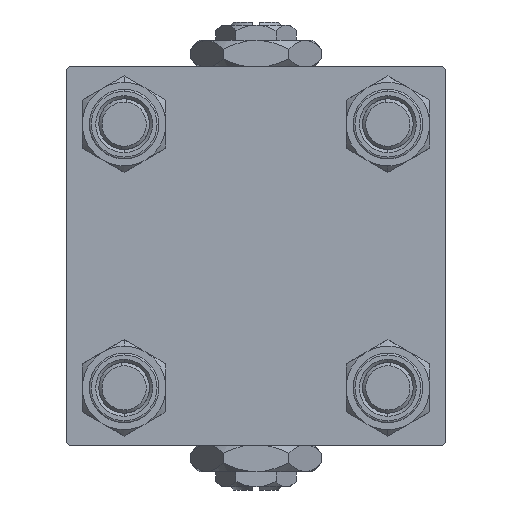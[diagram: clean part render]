
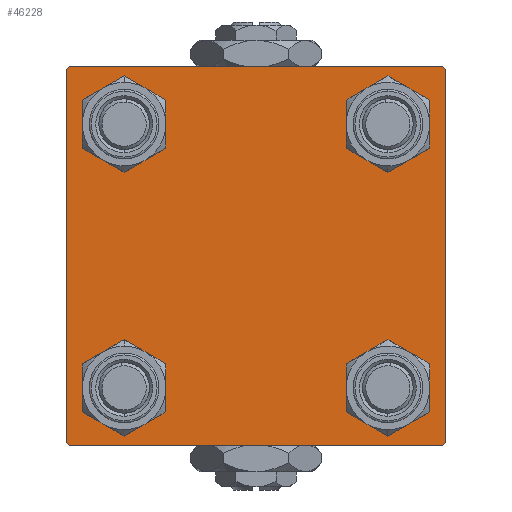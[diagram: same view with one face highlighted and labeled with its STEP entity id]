
A CAD part, left-side view. The second image highlights one B-rep face of the part: STEP entity #46228.
In plain terms, the highlighted planar face has unit normal (-1, 0, 0).
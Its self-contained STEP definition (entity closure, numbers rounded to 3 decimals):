
#395 = VERTEX_POINT ( 'NONE', #26498 ) ;
#448 = DIRECTION ( 'NONE',  ( 0., 0., -1. ) ) ;
#960 = LINE ( 'NONE', #16633, #13147 ) ;
#1233 = CARTESIAN_POINT ( 'NONE',  ( 0., -20.85, 25.35 ) ) ;
#1287 = AXIS2_PLACEMENT_3D ( 'NONE', #29875, #41566, #9166 ) ;
#1445 = PLANE ( 'NONE',  #49420 ) ;
#1628 = AXIS2_PLACEMENT_3D ( 'NONE', #48790, #40301, #32849 ) ;
#1703 = CARTESIAN_POINT ( 'NONE',  ( 0., 0., 0. ) ) ;
#2192 = EDGE_CURVE ( 'NONE', #25386, #16439, #21511, .T. ) ;
#3288 = CARTESIAN_POINT ( 'NONE',  ( 0., -20.85, -20.85 ) ) ;
#3804 = CARTESIAN_POINT ( 'NONE',  ( 0., 30., 29.5 ) ) ;
#3828 = ORIENTED_EDGE ( 'NONE', *, *, #11909, .T. ) ;
#3915 = VERTEX_POINT ( 'NONE', #13353 ) ;
#4345 = DIRECTION ( 'NONE',  ( 1., 0., 0. ) ) ;
#4514 = AXIS2_PLACEMENT_3D ( 'NONE', #7717, #23649, #8241 ) ;
#4853 = CARTESIAN_POINT ( 'NONE',  ( 0., 29.75, 29.75 ) ) ;
#5112 = DIRECTION ( 'NONE',  ( 0., -0.707, -0.707 ) ) ;
#5350 = DIRECTION ( 'NONE',  ( 0., -1., 0. ) ) ;
#5698 = DIRECTION ( 'NONE',  ( 0., 0., 1. ) ) ;
#6213 = VERTEX_POINT ( 'NONE', #26075 ) ;
#6332 = AXIS2_PLACEMENT_3D ( 'NONE', #27404, #40656, #19950 ) ;
#6902 = VERTEX_POINT ( 'NONE', #25687 ) ;
#7275 = CARTESIAN_POINT ( 'NONE',  ( 0., 30., -30. ) ) ;
#7359 = EDGE_CURVE ( 'NONE', #6902, #395, #26217, .T. ) ;
#7704 = DIRECTION ( 'NONE',  ( 1., 0., 0. ) ) ;
#7717 = CARTESIAN_POINT ( 'NONE',  ( 0., 20.85, 20.85 ) ) ;
#8038 = CIRCLE ( 'NONE', #6332, 4.5 ) ;
#8053 = LINE ( 'NONE', #8830, #45764 ) ;
#8241 = DIRECTION ( 'NONE',  ( 0., 0., 1. ) ) ;
#8448 = EDGE_CURVE ( 'NONE', #6213, #14280, #8053, .T. ) ;
#8830 = CARTESIAN_POINT ( 'NONE',  ( 0., 29.75, -29.75 ) ) ;
#9166 = DIRECTION ( 'NONE',  ( 0., 0., 1. ) ) ;
#9411 = FACE_BOUND ( 'NONE', #26316, .T. ) ;
#9593 = LINE ( 'NONE', #21014, #23802 ) ;
#10316 = ORIENTED_EDGE ( 'NONE', *, *, #7359, .T. ) ;
#10336 = CARTESIAN_POINT ( 'NONE',  ( 0., -29.75, -29.75 ) ) ;
#10756 = DIRECTION ( 'NONE',  ( 0., 0., 1. ) ) ;
#10773 = CARTESIAN_POINT ( 'NONE',  ( 0., 20.85, -16.35 ) ) ;
#11068 = CARTESIAN_POINT ( 'NONE',  ( 0., -20.85, 16.35 ) ) ;
#11073 = VERTEX_POINT ( 'NONE', #1233 ) ;
#11188 = EDGE_CURVE ( 'NONE', #28598, #44652, #32293, .T. ) ;
#11204 = CARTESIAN_POINT ( 'NONE',  ( 0., -30., 29.5 ) ) ;
#11768 = ORIENTED_EDGE ( 'NONE', *, *, #51365, .T. ) ;
#11909 = EDGE_CURVE ( 'NONE', #44652, #28598, #27985, .T. ) ;
#12308 = CARTESIAN_POINT ( 'NONE',  ( 0., 20.85, -25.35 ) ) ;
#13147 = VECTOR ( 'NONE', #448, 1000. ) ;
#13353 = CARTESIAN_POINT ( 'NONE',  ( 0., 29.5, 30. ) ) ;
#13652 = DIRECTION ( 'NONE',  ( -1., 0., 0. ) ) ;
#13816 = ORIENTED_EDGE ( 'NONE', *, *, #25648, .T. ) ;
#14280 = VERTEX_POINT ( 'NONE', #43302 ) ;
#15512 = DIRECTION ( 'NONE',  ( 0., 0., 1. ) ) ;
#16075 = AXIS2_PLACEMENT_3D ( 'NONE', #18722, #21937, #10756 ) ;
#16439 = VERTEX_POINT ( 'NONE', #20719 ) ;
#16633 = CARTESIAN_POINT ( 'NONE',  ( 0., 30., 30. ) ) ;
#17352 = VECTOR ( 'NONE', #35886, 1000. ) ;
#17835 = EDGE_CURVE ( 'NONE', #50605, #16439, #21721, .T. ) ;
#18320 = EDGE_CURVE ( 'NONE', #395, #6902, #24830, .T. ) ;
#18722 = CARTESIAN_POINT ( 'NONE',  ( 0., 20.85, -20.85 ) ) ;
#19168 = EDGE_CURVE ( 'NONE', #31706, #42522, #39267, .T. ) ;
#19387 = DIRECTION ( 'NONE',  ( 0., 0., 1. ) ) ;
#19780 = ORIENTED_EDGE ( 'NONE', *, *, #48597, .T. ) ;
#19950 = DIRECTION ( 'NONE',  ( 0., 0., 1. ) ) ;
#20264 = LINE ( 'NONE', #4853, #29175 ) ;
#20278 = CIRCLE ( 'NONE', #1628, 4.5 ) ;
#20719 = CARTESIAN_POINT ( 'NONE',  ( 0., -30., -29.5 ) ) ;
#21014 = CARTESIAN_POINT ( 'NONE',  ( 0., 30., 30. ) ) ;
#21511 = LINE ( 'NONE', #10336, #47971 ) ;
#21721 = LINE ( 'NONE', #29155, #34128 ) ;
#21937 = DIRECTION ( 'NONE',  ( 1., 0., 0. ) ) ;
#23429 = EDGE_LOOP ( 'NONE', ( #52341, #10316 ) ) ;
#23649 = DIRECTION ( 'NONE',  ( 1., 0., 0. ) ) ;
#23802 = VECTOR ( 'NONE', #5350, 1000. ) ;
#23957 = EDGE_CURVE ( 'NONE', #50605, #29520, #32420, .T. ) ;
#24006 = ORIENTED_EDGE ( 'NONE', *, *, #36854, .T. ) ;
#24017 = EDGE_CURVE ( 'NONE', #50154, #11073, #8038, .T. ) ;
#24830 = CIRCLE ( 'NONE', #40068, 4.5 ) ;
#25386 = VERTEX_POINT ( 'NONE', #27018 ) ;
#25566 = ORIENTED_EDGE ( 'NONE', *, *, #11188, .T. ) ;
#25611 = FACE_BOUND ( 'NONE', #32620, .T. ) ;
#25648 = EDGE_CURVE ( 'NONE', #27742, #6213, #960, .T. ) ;
#25687 = CARTESIAN_POINT ( 'NONE',  ( 0., -20.85, -25.35 ) ) ;
#26075 = CARTESIAN_POINT ( 'NONE',  ( 0., 30., -29.5 ) ) ;
#26217 = CIRCLE ( 'NONE', #51640, 4.5 ) ;
#26316 = EDGE_LOOP ( 'NONE', ( #11768, #32851 ) ) ;
#26498 = CARTESIAN_POINT ( 'NONE',  ( 0., -20.85, -16.35 ) ) ;
#26852 = FACE_BOUND ( 'NONE', #23429, .T. ) ;
#27018 = CARTESIAN_POINT ( 'NONE',  ( 0., -29.5, -30. ) ) ;
#27404 = CARTESIAN_POINT ( 'NONE',  ( 0., -20.85, 20.85 ) ) ;
#27742 = VERTEX_POINT ( 'NONE', #3804 ) ;
#27985 = CIRCLE ( 'NONE', #44093, 4.5 ) ;
#28258 = EDGE_LOOP ( 'NONE', ( #13816, #37082, #24006, #42765, #42308, #48979, #49571, #19780 ) ) ;
#28598 = VERTEX_POINT ( 'NONE', #12308 ) ;
#29155 = CARTESIAN_POINT ( 'NONE',  ( 0., -30., 30. ) ) ;
#29175 = VECTOR ( 'NONE', #36457, 1000. ) ;
#29520 = VERTEX_POINT ( 'NONE', #43434 ) ;
#29875 = CARTESIAN_POINT ( 'NONE',  ( 0., -20.85, 20.85 ) ) ;
#31706 = VERTEX_POINT ( 'NONE', #39722 ) ;
#32293 = CIRCLE ( 'NONE', #16075, 4.5 ) ;
#32420 = LINE ( 'NONE', #40126, #17352 ) ;
#32472 = LINE ( 'NONE', #7275, #40793 ) ;
#32620 = EDGE_LOOP ( 'NONE', ( #3828, #25566 ) ) ;
#32706 = EDGE_CURVE ( 'NONE', #42522, #31706, #20278, .T. ) ;
#32849 = DIRECTION ( 'NONE',  ( 0., 0., 1. ) ) ;
#32851 = ORIENTED_EDGE ( 'NONE', *, *, #24017, .T. ) ;
#34108 = CARTESIAN_POINT ( 'NONE',  ( 0., -20.85, -20.85 ) ) ;
#34128 = VECTOR ( 'NONE', #46414, 1000. ) ;
#35886 = DIRECTION ( 'NONE',  ( 0., 0.707, 0.707 ) ) ;
#36454 = DIRECTION ( 'NONE',  ( 0., -1., 0. ) ) ;
#36457 = DIRECTION ( 'NONE',  ( 0., 0.707, -0.707 ) ) ;
#36854 = EDGE_CURVE ( 'NONE', #14280, #25386, #32472, .T. ) ;
#37082 = ORIENTED_EDGE ( 'NONE', *, *, #8448, .T. ) ;
#37451 = EDGE_CURVE ( 'NONE', #3915, #29520, #9593, .T. ) ;
#37700 = DIRECTION ( 'NONE',  ( 0., -0.707, 0.707 ) ) ;
#39267 = CIRCLE ( 'NONE', #4514, 4.5 ) ;
#39443 = CIRCLE ( 'NONE', #1287, 4.5 ) ;
#39722 = CARTESIAN_POINT ( 'NONE',  ( 0., 20.85, 25.35 ) ) ;
#40068 = AXIS2_PLACEMENT_3D ( 'NONE', #3288, #4345, #15512 ) ;
#40126 = CARTESIAN_POINT ( 'NONE',  ( 0., -29.75, 29.75 ) ) ;
#40301 = DIRECTION ( 'NONE',  ( 1., 0., 0. ) ) ;
#40656 = DIRECTION ( 'NONE',  ( 1., 0., 0. ) ) ;
#40793 = VECTOR ( 'NONE', #36454, 1000. ) ;
#41566 = DIRECTION ( 'NONE',  ( 1., 0., 0. ) ) ;
#41810 = FACE_OUTER_BOUND ( 'NONE', #28258, .T. ) ;
#42308 = ORIENTED_EDGE ( 'NONE', *, *, #17835, .F. ) ;
#42337 = DIRECTION ( 'NONE',  ( 0., 0., 1. ) ) ;
#42522 = VERTEX_POINT ( 'NONE', #44960 ) ;
#42765 = ORIENTED_EDGE ( 'NONE', *, *, #2192, .T. ) ;
#43059 = FACE_BOUND ( 'NONE', #51337, .T. ) ;
#43302 = CARTESIAN_POINT ( 'NONE',  ( 0., 29.5, -30. ) ) ;
#43434 = CARTESIAN_POINT ( 'NONE',  ( 0., -29.5, 30. ) ) ;
#44093 = AXIS2_PLACEMENT_3D ( 'NONE', #48066, #7704, #19387 ) ;
#44652 = VERTEX_POINT ( 'NONE', #10773 ) ;
#44960 = CARTESIAN_POINT ( 'NONE',  ( 0., 20.85, 16.35 ) ) ;
#45764 = VECTOR ( 'NONE', #5112, 1000. ) ;
#46228 = ADVANCED_FACE ( 'NONE', ( #9411, #26852, #25611, #43059, #41810 ), #1445, .T. ) ;
#46414 = DIRECTION ( 'NONE',  ( 0., 0., -1. ) ) ;
#47971 = VECTOR ( 'NONE', #37700, 1000. ) ;
#48066 = CARTESIAN_POINT ( 'NONE',  ( 0., 20.85, -20.85 ) ) ;
#48261 = ORIENTED_EDGE ( 'NONE', *, *, #19168, .T. ) ;
#48597 = EDGE_CURVE ( 'NONE', #3915, #27742, #20264, .T. ) ;
#48790 = CARTESIAN_POINT ( 'NONE',  ( 0., 20.85, 20.85 ) ) ;
#48979 = ORIENTED_EDGE ( 'NONE', *, *, #23957, .T. ) ;
#49420 = AXIS2_PLACEMENT_3D ( 'NONE', #1703, #13652, #5698 ) ;
#49571 = ORIENTED_EDGE ( 'NONE', *, *, #37451, .F. ) ;
#50154 = VERTEX_POINT ( 'NONE', #11068 ) ;
#50314 = DIRECTION ( 'NONE',  ( 1., 0., 0. ) ) ;
#50605 = VERTEX_POINT ( 'NONE', #11204 ) ;
#50935 = ORIENTED_EDGE ( 'NONE', *, *, #32706, .T. ) ;
#51337 = EDGE_LOOP ( 'NONE', ( #48261, #50935 ) ) ;
#51365 = EDGE_CURVE ( 'NONE', #11073, #50154, #39443, .T. ) ;
#51640 = AXIS2_PLACEMENT_3D ( 'NONE', #34108, #50314, #42337 ) ;
#52341 = ORIENTED_EDGE ( 'NONE', *, *, #18320, .T. ) ;
